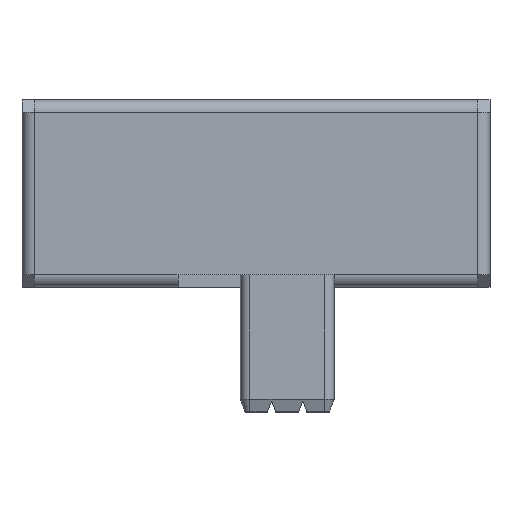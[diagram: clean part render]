
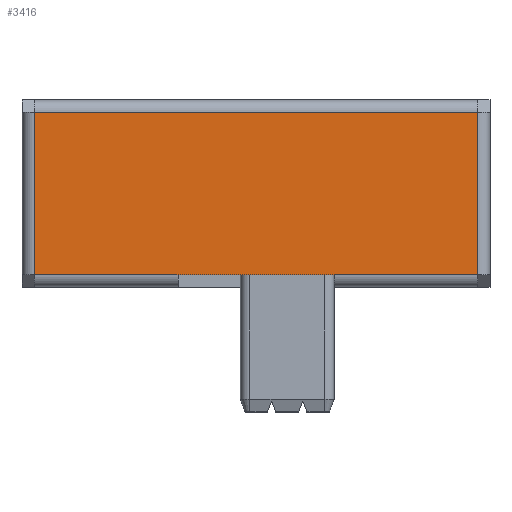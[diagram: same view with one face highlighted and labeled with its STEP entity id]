
A CAD part, top view. The second image highlights one B-rep face of the part: STEP entity #3416.
In plain terms, the highlighted planar face has unit normal (0, 0, 1).
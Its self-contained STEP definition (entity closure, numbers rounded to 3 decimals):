
#313=FACE_OUTER_BOUND('',#516,.T.);
#516=EDGE_LOOP('',(#3044,#3045,#3046,#3047,#3048,#3049));
#537=LINE('',#4673,#948);
#885=LINE('',#5485,#1296);
#888=LINE('',#5494,#1299);
#901=LINE('',#5521,#1312);
#904=LINE('',#5528,#1315);
#917=LINE('',#5551,#1328);
#948=VECTOR('',#3736,5.);
#1296=VECTOR('',#4494,5.2);
#1299=VECTOR('',#4503,14.2);
#1312=VECTOR('',#4528,4.6);
#1315=VECTOR('',#4537,4.6);
#1328=VECTOR('',#4560,5.2);
#1363=VERTEX_POINT('',#4670);
#1364=VERTEX_POINT('',#4672);
#1622=VERTEX_POINT('',#5481);
#1623=VERTEX_POINT('',#5483);
#1626=VERTEX_POINT('',#5492);
#1632=VERTEX_POINT('',#5515);
#1664=EDGE_CURVE('',#1364,#1363,#537,.T.);
#2062=EDGE_CURVE('',#1623,#1622,#885,.T.);
#2066=EDGE_CURVE('',#1626,#1623,#888,.T.);
#2082=EDGE_CURVE('',#1364,#1632,#901,.T.);
#2086=EDGE_CURVE('',#1622,#1363,#904,.T.);
#2101=EDGE_CURVE('',#1632,#1626,#917,.T.);
#3044=ORIENTED_EDGE('',*,*,#2062,.F.);
#3045=ORIENTED_EDGE('',*,*,#2066,.F.);
#3046=ORIENTED_EDGE('',*,*,#2101,.F.);
#3047=ORIENTED_EDGE('',*,*,#2082,.F.);
#3048=ORIENTED_EDGE('',*,*,#1664,.T.);
#3049=ORIENTED_EDGE('',*,*,#2086,.F.);
#3227=PLANE('',#3693);
#3416=ADVANCED_FACE('',(#313),#3227,.T.);
#3693=AXIS2_PLACEMENT_3D('',#5586,#4611,#4612);
#3736=DIRECTION('',(1.,0.,0.));
#4494=DIRECTION('',(0.,-1.,0.));
#4503=DIRECTION('',(1.,0.,0.));
#4528=DIRECTION('',(-1.,0.,0.));
#4537=DIRECTION('',(-1.,0.,0.));
#4560=DIRECTION('',(0.,1.,0.));
#4611=DIRECTION('center_axis',(0.,0.,1.));
#4612=DIRECTION('ref_axis',(1.,0.,0.));
#4670=CARTESIAN_POINT('',(2.5,-2.6,0.4));
#4672=CARTESIAN_POINT('',(-2.5,-2.6,0.4));
#4673=CARTESIAN_POINT('',(-2.5,-2.6,0.4));
#5481=CARTESIAN_POINT('',(7.1,-2.6,0.4));
#5483=CARTESIAN_POINT('',(7.1,2.6,0.4));
#5485=CARTESIAN_POINT('',(7.1,2.6,0.4));
#5492=CARTESIAN_POINT('',(-7.1,2.6,0.4));
#5494=CARTESIAN_POINT('',(-7.1,2.6,0.4));
#5515=CARTESIAN_POINT('',(-7.1,-2.6,0.4));
#5521=CARTESIAN_POINT('',(-2.5,-2.6,0.4));
#5528=CARTESIAN_POINT('',(7.1,-2.6,0.4));
#5551=CARTESIAN_POINT('',(-7.1,-2.6,0.4));
#5586=CARTESIAN_POINT('Origin',(0.,0.,0.4));
